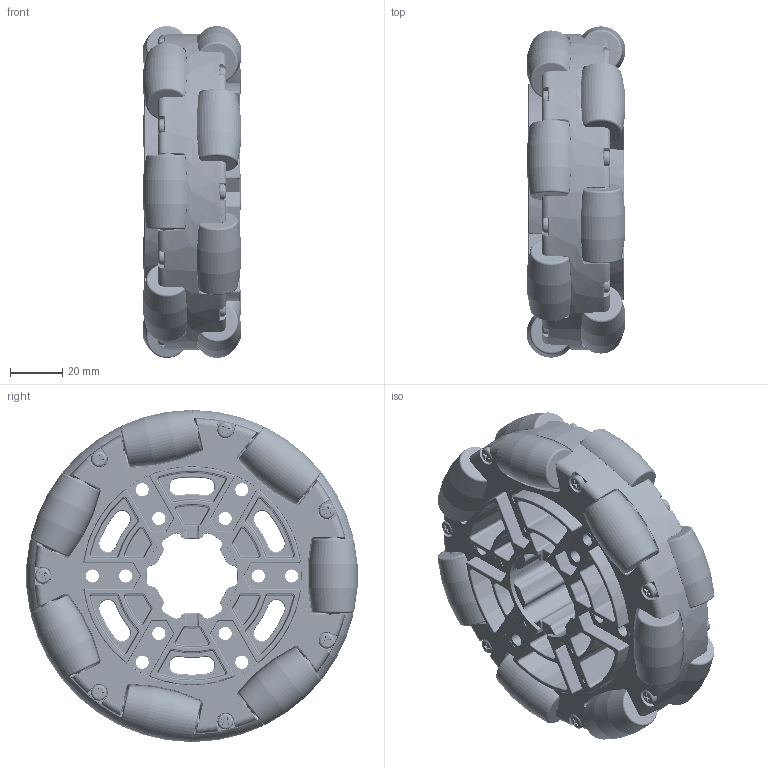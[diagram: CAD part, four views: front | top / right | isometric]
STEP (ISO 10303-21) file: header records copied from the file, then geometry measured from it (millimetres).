
FILE_DESCRIPTION (( 'STEP AP203' ), '1' );
FILE_NAME ('REV-21-2475.STEP', '2021-08-02T18:51:36', ( '' ), ( '' ), 'SwSTEP 2.0', 'SolidWorks 2019', '' );
FILE_SCHEMA (( 'CONFIG_CONTROL_DESIGN' ));
Length unit declared in the file: inch
Products named in the file (1): REV-21-2475
Bounding box: 37.78 x 126.68 x 126.99 mm (x, y, z)
Volume: 259816.2 mm3; surface area: 148018.8 mm2
Topology: 59 solids, 59 shells, 8813 faces, 21827 edges, 12918 vertices
Faces by surface type: cylinder 2623, bspline 2026, torus 1638, plane 1228, cone 1010, sphere 288
Entity records: 401168 total; most frequent: CARTESIAN_POINT 214157, ORIENTED_EDGE 43006, DIRECTION 34829, EDGE_CURVE 21503, AXIS2_PLACEMENT_3D 14674, VERTEX_POINT 12918, EDGE_LOOP 9049, FACE_OUTER_BOUND 8813
